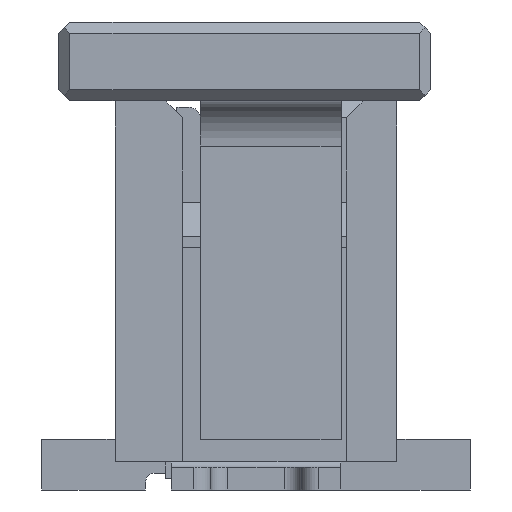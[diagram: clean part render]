
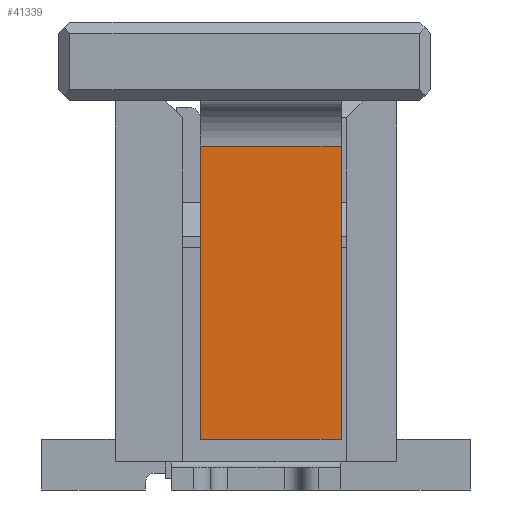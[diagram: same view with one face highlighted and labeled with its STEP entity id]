
A CAD part, left-side view. The second image highlights one B-rep face of the part: STEP entity #41339.
In plain terms, the highlighted planar face has unit normal (-1, 0, 0).
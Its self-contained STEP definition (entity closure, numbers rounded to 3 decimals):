
#6936=DIRECTION('',(0.,0.,-1.));
#6937=VECTOR('',#6936,2.6);
#6938=CARTESIAN_POINT('',(-12.15,0.495,-0.4));
#6939=LINE('',#6938,#6937);
#13156=DIRECTION('',(0.,0.,-1.));
#13157=VECTOR('',#13156,2.6);
#13158=CARTESIAN_POINT('',(-12.15,-0.755,-0.4));
#13159=LINE('',#13158,#13157);
#13219=DIRECTION('',(0.,-1.,0.));
#13220=VECTOR('',#13219,1.25);
#13221=CARTESIAN_POINT('',(-12.15,0.495,-3.));
#13222=LINE('',#13221,#13220);
#13227=DIRECTION('',(0.,1.,0.));
#13228=VECTOR('',#13227,1.25);
#13229=CARTESIAN_POINT('',(-12.15,-0.755,-0.4));
#13230=LINE('',#13229,#13228);
#20148=CARTESIAN_POINT('',(-12.15,0.495,-0.4));
#20149=CARTESIAN_POINT('',(-12.15,0.495,-3.));
#20150=VERTEX_POINT('',#20148);
#20151=VERTEX_POINT('',#20149);
#20218=CARTESIAN_POINT('',(-12.15,-0.755,-0.4));
#20219=CARTESIAN_POINT('',(-12.15,-0.755,-3.));
#20220=VERTEX_POINT('',#20218);
#20221=VERTEX_POINT('',#20219);
#41327=CARTESIAN_POINT('',(-12.15,-0.03,-0.4));
#41328=DIRECTION('',(-1.,0.,0.));
#41329=DIRECTION('',(0.,0.,-1.));
#41330=AXIS2_PLACEMENT_3D('',#41327,#41328,#41329);
#41331=PLANE('',#41330);
#41333=ORIENTED_EDGE('',*,*,#41332,.F.);
#41334=ORIENTED_EDGE('',*,*,#41216,.T.);
#41335=ORIENTED_EDGE('',*,*,#41319,.F.);
#41336=ORIENTED_EDGE('',*,*,#31085,.F.);
#41337=EDGE_LOOP('',(#41333,#41334,#41335,#41336));
#41338=FACE_OUTER_BOUND('',#41337,.F.);
#31085=EDGE_CURVE('',#20150,#20151,#6939,.T.);
#41216=EDGE_CURVE('',#20220,#20221,#13159,.T.);
#41319=EDGE_CURVE('',#20151,#20221,#13222,.T.);
#41332=EDGE_CURVE('',#20220,#20150,#13230,.T.);
#41339=ADVANCED_FACE('',(#41338),#41331,.T.);
